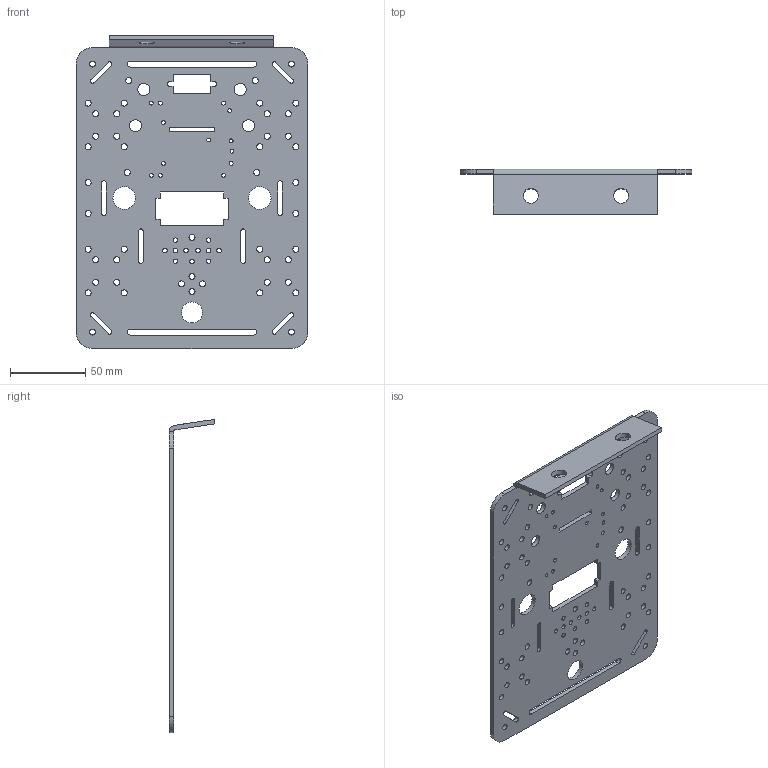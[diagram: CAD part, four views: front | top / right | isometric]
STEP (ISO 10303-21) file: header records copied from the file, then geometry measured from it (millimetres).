
FILE_DESCRIPTION(/* description */ (''),/* implementation_level */ '2;1');
FILE_NAME(/* name */ 'ChassisBody v26.step',/* time_stamp */ '2023-07-15T16:51:14+01:00',/* author */ (''),/* organization */ (''),/* preprocessor_version */ 'ST-DEVELOPER v19.2',/* originating_system */ 'Autodesk Translation Framework v12.6.0.85',/* authorisation */ '');
FILE_SCHEMA (('AUTOMOTIVE_DESIGN { 1 0 10303 214 3 1 1 }'));
Length unit declared in the file: millimetre
Products named in the file (2): ChassisBody; chassis
Assembly tree (1 placements, depth 2):
  ChassisBody
    chassis
Bounding box: 154 x 30.45 x 208 mm (x, y, z)
Volume: 89378.3 mm3; surface area: 68891.9 mm2
Topology: 2 solids, 2 shells, 168 faces, 492 edges, 328 vertices
Faces by surface type: cylinder 110, plane 58
Full cylindrical faces by diameter (mm): 2.5 x13, 3 x11, 4 x49, 8 x4, 10 x2, 14 x1, 15 x2
Entity records: 6148 total; most frequent: DIRECTION 1054, CARTESIAN_POINT 991, ORIENTED_EDGE 984, EDGE_CURVE 492, AXIS2_PLACEMENT_3D 391, EDGE_LOOP 358, VERTEX_POINT 328, LINE 272
